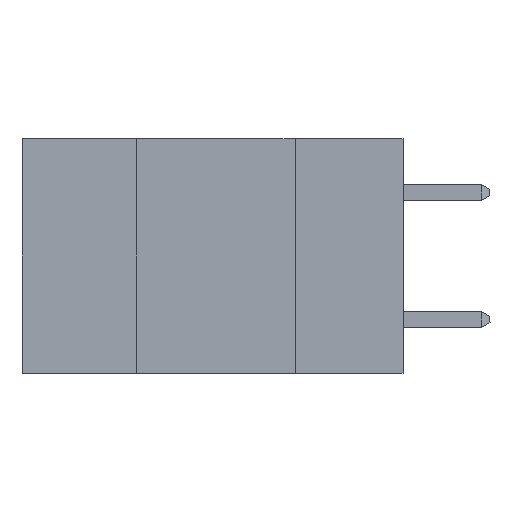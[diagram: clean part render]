
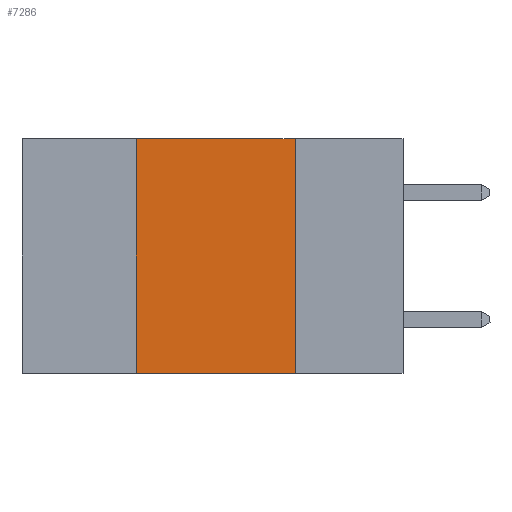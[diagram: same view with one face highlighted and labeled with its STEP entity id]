
A CAD part, left-side view. The second image highlights one B-rep face of the part: STEP entity #7286.
In plain terms, the highlighted planar face has unit normal (-1, 0, 0).
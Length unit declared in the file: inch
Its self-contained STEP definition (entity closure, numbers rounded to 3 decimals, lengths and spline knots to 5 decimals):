
#102 = ORIENTED_EDGE ( 'NONE', *, *, #1640, .T. ) ;
#162 = DIRECTION ( 'NONE',  ( 0., 0., -1. ) ) ;
#1243 = VECTOR ( 'NONE', #12722, 39.37008 ) ;
#1262 = CARTESIAN_POINT ( 'NONE',  ( 0., 0.6, 0. ) ) ;
#1332 = DIRECTION ( 'NONE',  ( 1., 0., 0. ) ) ;
#1640 = EDGE_CURVE ( 'NONE', #13135, #20217, #14495, .T. ) ;
#1660 = CARTESIAN_POINT ( 'NONE',  ( 0., 0.6, 0. ) ) ;
#1912 = ORIENTED_EDGE ( 'NONE', *, *, #1945, .F. ) ;
#1945 = EDGE_CURVE ( 'NONE', #5337, #20217, #4969, .T. ) ;
#2215 = CARTESIAN_POINT ( 'NONE',  ( 0., 0.42, 0. ) ) ;
#3873 = ORIENTED_EDGE ( 'NONE', *, *, #8620, .F. ) ;
#4969 = LINE ( 'NONE', #6888, #12682 ) ;
#5005 = CARTESIAN_POINT ( 'NONE',  ( 0., 0.42, 0. ) ) ;
#5337 = VERTEX_POINT ( 'NONE', #17105 ) ;
#6672 = DIRECTION ( 'NONE',  ( 0., 0., 1. ) ) ;
#6888 = CARTESIAN_POINT ( 'NONE',  ( 0., 0.17, 0. ) ) ;
#7205 = FACE_OUTER_BOUND ( 'NONE', #15444, .T. ) ;
#7286 = ADVANCED_FACE ( 'NONE', ( #7205 ), #21000, .F. ) ;
#7516 = CARTESIAN_POINT ( 'NONE',  ( 0., 0.42, -0.37 ) ) ;
#8199 = VERTEX_POINT ( 'NONE', #2215 ) ;
#8620 = EDGE_CURVE ( 'NONE', #8199, #5337, #15358, .T. ) ;
#12682 = VECTOR ( 'NONE', #162, 39.37008 ) ;
#12722 = DIRECTION ( 'NONE',  ( 0., -1., 0. ) ) ;
#12771 = EDGE_CURVE ( 'NONE', #13135, #8199, #17780, .T. ) ;
#12950 = DIRECTION ( 'NONE',  ( 0., 0., -1. ) ) ;
#13135 = VERTEX_POINT ( 'NONE', #7516 ) ;
#13525 = AXIS2_PLACEMENT_3D ( 'NONE', #1262, #1332, #12950 ) ;
#14495 = LINE ( 'NONE', #15955, #1243 ) ;
#14847 = VECTOR ( 'NONE', #18189, 39.37008 ) ;
#15358 = LINE ( 'NONE', #1660, #14847 ) ;
#15398 = ORIENTED_EDGE ( 'NONE', *, *, #12771, .F. ) ;
#15444 = EDGE_LOOP ( 'NONE', ( #1912, #3873, #15398, #102 ) ) ;
#15955 = CARTESIAN_POINT ( 'NONE',  ( 0., 0.6, -0.37 ) ) ;
#16219 = CARTESIAN_POINT ( 'NONE',  ( 0., 0.17, -0.37 ) ) ;
#17105 = CARTESIAN_POINT ( 'NONE',  ( 0., 0.17, 0. ) ) ;
#17258 = VECTOR ( 'NONE', #6672, 39.37008 ) ;
#17780 = LINE ( 'NONE', #5005, #17258 ) ;
#18189 = DIRECTION ( 'NONE',  ( 0., -1., 0. ) ) ;
#20217 = VERTEX_POINT ( 'NONE', #16219 ) ;
#21000 = PLANE ( 'NONE',  #13525 ) ;
